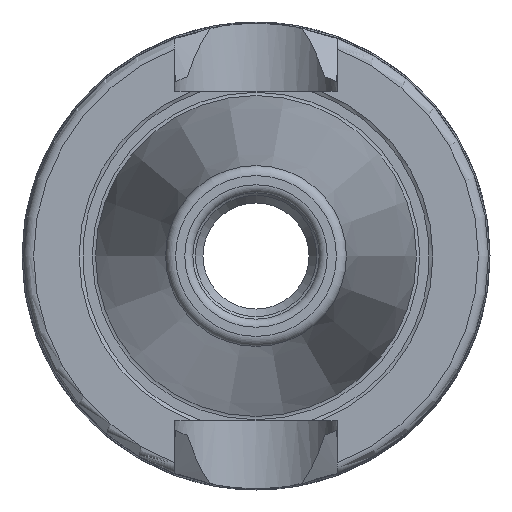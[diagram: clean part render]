
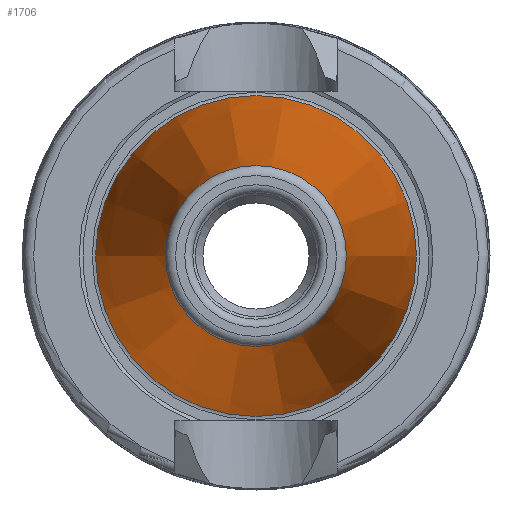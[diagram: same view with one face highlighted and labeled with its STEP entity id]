
A CAD part, left-side view. The second image highlights one B-rep face of the part: STEP entity #1706.
In plain terms, the highlighted conical face has half-angle 8.297 degrees and reference radius 12.408 mm.
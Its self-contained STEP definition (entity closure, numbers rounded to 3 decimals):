
#1672=CARTESIAN_POINT('',(-47.544,8.941,0.0));
#1673=VERTEX_POINT('',#1672);
#1674=CARTESIAN_POINT('',(-47.544,0.0,0.0));
#1675=DIRECTION('',(1.0,0.0,0.0));
#1676=DIRECTION('',(0.0,1.0,0.0));
#1677=AXIS2_PLACEMENT_3D('',#1674,#1675,#1676);
#1678=CIRCLE('',#1677,8.941);
#1679=EDGE_CURVE('',#1673,#1673,#1678,.T.);
#1687=CARTESIAN_POINT('',(-23.772,0.0,0.0));
#1688=DIRECTION('',(1.0,0.0,0.0));
#1689=DIRECTION('',(0.0,1.0,0.0));
#1690=AXIS2_PLACEMENT_3D('',#1687,#1688,#1689);
#1691=CONICAL_SURFACE('',#1690,12.408,8.297);
#1692=CARTESIAN_POINT('',(0.0,15.875,0.0));
#1693=VERTEX_POINT('',#1692);
#1694=CARTESIAN_POINT('',(0.0,0.0,0.0));
#1695=DIRECTION('',(1.0,0.0,0.0));
#1696=DIRECTION('',(0.0,1.0,0.0));
#1697=AXIS2_PLACEMENT_3D('',#1694,#1695,#1696);
#1698=CIRCLE('',#1697,15.875);
#1699=EDGE_CURVE('',#1693,#1693,#1698,.T.);
#1700=ORIENTED_EDGE('',*,*,#1699,.F.);
#1701=EDGE_LOOP('',(#1700));
#1702=FACE_OUTER_BOUND('',#1701,.T.);
#1703=ORIENTED_EDGE('',*,*,#1679,.T.);
#1704=EDGE_LOOP('',(#1703));
#1705=FACE_BOUND('',#1704,.T.);
#1706=ADVANCED_FACE('',(#1702,#1705),#1691,.T.);
